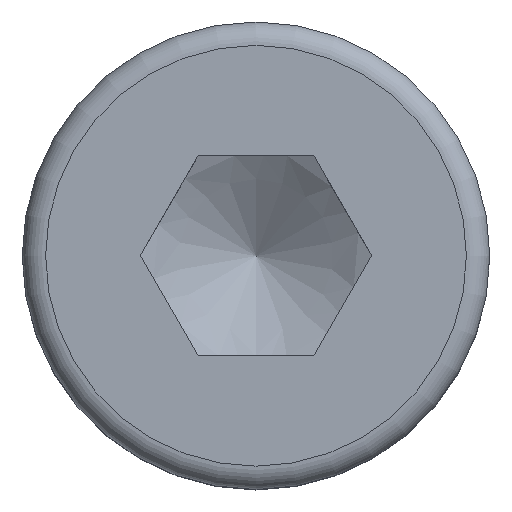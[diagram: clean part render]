
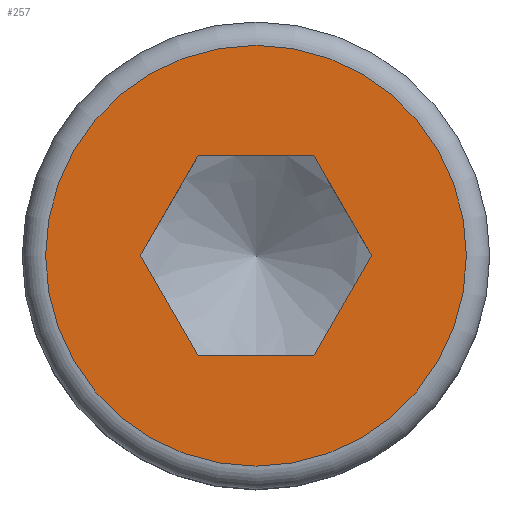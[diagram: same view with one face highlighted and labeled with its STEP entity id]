
A CAD part, top view. The second image highlights one B-rep face of the part: STEP entity #257.
In plain terms, the highlighted planar face has unit normal (0, 0, 1).
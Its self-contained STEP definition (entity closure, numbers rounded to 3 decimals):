
#16=FACE_BOUND('',#67,.T.);
#23=CIRCLE('',#297,3.15);
#24=CIRCLE('',#298,3.15);
#40=PLANE('',#296);
#52=FACE_OUTER_BOUND('',#66,.T.);
#66=EDGE_LOOP('',(#220,#221));
#67=EDGE_LOOP('',(#222,#223,#224,#225,#226,#227));
#74=LINE('',#416,#90);
#76=LINE('',#420,#92);
#78=LINE('',#424,#94);
#80=LINE('',#428,#96);
#82=LINE('',#432,#98);
#84=LINE('',#435,#100);
#90=VECTOR('',#316,1.);
#92=VECTOR('',#320,1.);
#94=VECTOR('',#324,1.);
#96=VECTOR('',#328,1.);
#98=VECTOR('',#332,1.);
#100=VECTOR('',#336,1.);
#119=VERTEX_POINT('',#413);
#120=VERTEX_POINT('',#415);
#121=VERTEX_POINT('',#419);
#122=VERTEX_POINT('',#423);
#123=VERTEX_POINT('',#427);
#124=VERTEX_POINT('',#431);
#130=VERTEX_POINT('',#452);
#131=VERTEX_POINT('',#453);
#146=EDGE_CURVE('',#120,#119,#74,.T.);
#148=EDGE_CURVE('',#121,#120,#76,.T.);
#150=EDGE_CURVE('',#122,#121,#78,.T.);
#152=EDGE_CURVE('',#123,#122,#80,.T.);
#154=EDGE_CURVE('',#124,#123,#82,.T.);
#156=EDGE_CURVE('',#119,#124,#84,.T.);
#164=EDGE_CURVE('',#130,#131,#23,.T.);
#165=EDGE_CURVE('',#131,#130,#24,.T.);
#220=ORIENTED_EDGE('',*,*,#164,.F.);
#221=ORIENTED_EDGE('',*,*,#165,.F.);
#222=ORIENTED_EDGE('',*,*,#146,.T.);
#223=ORIENTED_EDGE('',*,*,#156,.T.);
#224=ORIENTED_EDGE('',*,*,#154,.T.);
#225=ORIENTED_EDGE('',*,*,#152,.T.);
#226=ORIENTED_EDGE('',*,*,#150,.T.);
#227=ORIENTED_EDGE('',*,*,#148,.T.);
#257=ADVANCED_FACE('',(#52,#16),#40,.T.);
#296=AXIS2_PLACEMENT_3D('',#451,#355,#356);
#297=AXIS2_PLACEMENT_3D('',#454,#357,#358);
#298=AXIS2_PLACEMENT_3D('',#455,#359,#360);
#316=DIRECTION('',(-0.5,0.866,0.));
#320=DIRECTION('',(-1.,0.,0.));
#324=DIRECTION('',(-0.5,-0.866,0.));
#328=DIRECTION('',(0.5,-0.866,0.));
#332=DIRECTION('',(1.,0.,0.));
#336=DIRECTION('',(0.5,0.866,0.));
#355=DIRECTION('center_axis',(0.,0.,
1.));
#356=DIRECTION('ref_axis',(0.,-1.,0.));
#357=DIRECTION('center_axis',(0.,0.,-1.));
#358=DIRECTION('ref_axis',(0.,1.,0.));
#359=DIRECTION('center_axis',(0.,0.,-1.));
#360=DIRECTION('ref_axis',(0.,1.,0.));
#413=CARTESIAN_POINT('',(-1.732,0.,4.));
#415=CARTESIAN_POINT('',(-0.866,-1.5,4.));
#416=CARTESIAN_POINT('',(-1.64,-0.159,4.));
#419=CARTESIAN_POINT('',(0.866,-1.5,4.));
#420=CARTESIAN_POINT('',(0.,-1.5,4.));
#423=CARTESIAN_POINT('',(1.732,0.,4.));
#424=CARTESIAN_POINT('',(1.64,-0.159,4.));
#427=CARTESIAN_POINT('',(0.866,1.5,4.));
#428=CARTESIAN_POINT('',(0.958,1.341,4.));
#431=CARTESIAN_POINT('',(-0.866,1.5,4.));
#432=CARTESIAN_POINT('',(0.,1.5,4.));
#435=CARTESIAN_POINT('',(-0.958,1.341,4.));
#451=CARTESIAN_POINT('Origin',(0.,1.575,4.));
#452=CARTESIAN_POINT('',(0.,3.15,4.));
#453=CARTESIAN_POINT('',(3.15,0.,4.));
#454=CARTESIAN_POINT('Origin',(0.,0.,4.));
#455=CARTESIAN_POINT('Origin',(0.,0.,4.));
